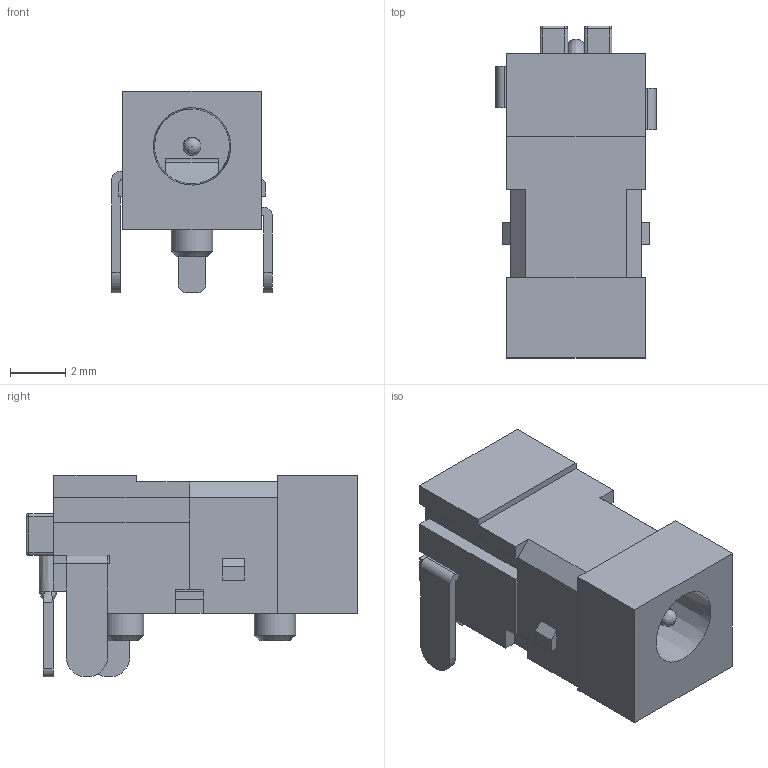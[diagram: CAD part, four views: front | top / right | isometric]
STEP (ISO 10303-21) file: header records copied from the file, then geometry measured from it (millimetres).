
FILE_DESCRIPTION(/* description */ ('Unknown'),/* implementation_level */ '2;1');
FILE_NAME(/* name */ '694101308002',/* time_stamp */ '2016-04-04T14:56:24+02:00',/* author */ ('Unknown'),/* organization */ ('Unknown'),/* preprocessor_version */ 'ST-DEVELOPER v16',/* originating_system */ 'DEX',/* authorisation */ $);
FILE_SCHEMA (('AUTOMOTIVE_DESIGN {1 0 10303 214 3 1 1}'));
Length unit declared in the file: millimetre
Products named in the file (5): 694101308002; 694101308002_PinCon; 694101308002_PinHaut; 694101308002_PinBas
Assembly tree (4 placements, depth 2):
  694101308002
    694101308002
    694101308002_PinCon
    694101308002_PinHaut
    694101308002_PinBas
Bounding box: 5.8 x 12 x 7.3 mm (x, y, z)
Volume: 188.4 mm3; surface area: 631.4 mm2
Topology: 4 solids, 4 shells, 216 faces, 587 edges, 369 vertices
Faces by surface type: plane 154, cylinder 44, sphere 8, bspline 6, cone 3, torus 1
Full cylindrical faces by diameter (mm): 0.65 x1, 1.5 x2
Entity records: 8064 total; most frequent: CARTESIAN_POINT 2582, ORIENTED_EDGE 1128, DIRECTION 1073, EDGE_CURVE 564, LINE 455, VECTOR 455, VERTEX_POINT 363, AXIS2_PLACEMENT_3D 309
